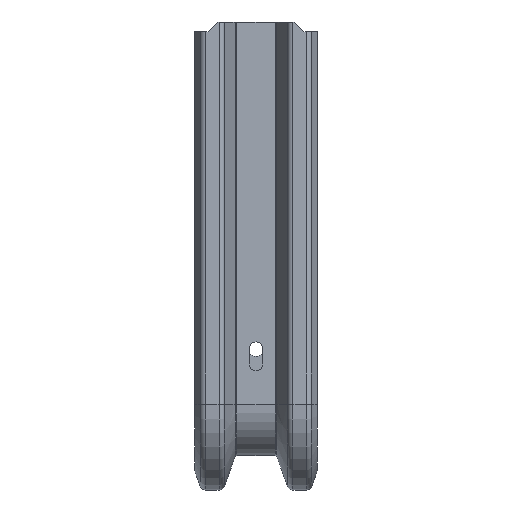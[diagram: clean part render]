
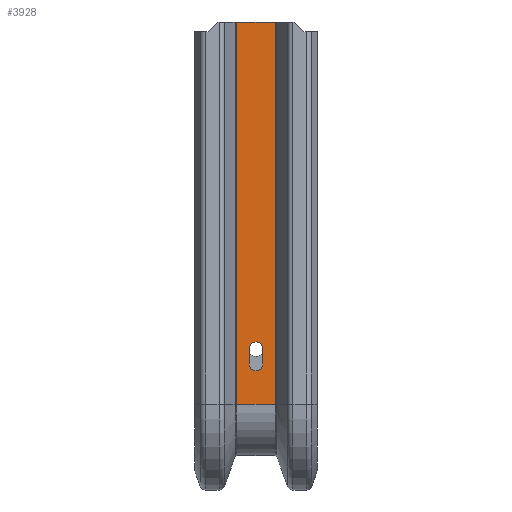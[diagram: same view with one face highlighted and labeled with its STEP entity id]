
A CAD part, front view. The second image highlights one B-rep face of the part: STEP entity #3928.
In plain terms, the highlighted planar face has unit normal (0, -1, 0).
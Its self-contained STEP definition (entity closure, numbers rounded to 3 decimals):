
#1214=DIRECTION('',(0.,0.,1.));
#1215=VECTOR('',#1214,200.);
#1216=CARTESIAN_POINT('',(10.,18.,45.));
#1217=LINE('',#1216,#1215);
#1218=DIRECTION('',(1.,0.,0.));
#1219=VECTOR('',#1218,20.);
#1220=CARTESIAN_POINT('',(-10.,18.,45.));
#1221=LINE('',#1220,#1219);
#1222=DIRECTION('',(0.,0.,1.));
#1223=VECTOR('',#1222,200.);
#1224=CARTESIAN_POINT('',(-10.,18.,45.));
#1225=LINE('',#1224,#1223);
#1226=CARTESIAN_POINT('',(0.,18.,66.));
#1227=DIRECTION('',(0.,1.,0.));
#1228=DIRECTION('',(1.,0.,0.));
#1229=AXIS2_PLACEMENT_3D('',#1226,#1227,#1228);
#1231=DIRECTION('',(0.,0.,-1.));
#1232=VECTOR('',#1231,8.);
#1233=CARTESIAN_POINT('',(3.5,18.,74.));
#1234=LINE('',#1233,#1232);
#1235=CARTESIAN_POINT('',(0.,18.,74.));
#1236=DIRECTION('',(0.,1.,0.));
#1237=DIRECTION('',(-1.,0.,0.));
#1238=AXIS2_PLACEMENT_3D('',#1235,#1236,#1237);
#1240=DIRECTION('',(0.,0.,1.));
#1241=VECTOR('',#1240,8.);
#1242=CARTESIAN_POINT('',(-3.5,18.,66.));
#1243=LINE('',#1242,#1241);
#1530=DIRECTION('',(1.,0.,0.));
#1531=VECTOR('',#1530,20.);
#1532=CARTESIAN_POINT('',(-10.,18.,245.));
#1533=LINE('',#1532,#1531);
#1769=CARTESIAN_POINT('',(-10.,18.,45.));
#1770=VERTEX_POINT('',#1769);
#1771=CARTESIAN_POINT('',(10.,18.,45.));
#1772=VERTEX_POINT('',#1771);
#1819=CARTESIAN_POINT('',(-10.,18.,245.));
#1820=VERTEX_POINT('',#1819);
#1821=CARTESIAN_POINT('',(10.,18.,245.));
#1822=VERTEX_POINT('',#1821);
#2013=CARTESIAN_POINT('',(3.5,18.,66.));
#2014=CARTESIAN_POINT('',(-3.5,18.,66.));
#2015=VERTEX_POINT('',#2013);
#2016=VERTEX_POINT('',#2014);
#2017=CARTESIAN_POINT('',(-3.5,18.,74.));
#2018=VERTEX_POINT('',#2017);
#2019=CARTESIAN_POINT('',(3.5,18.,74.));
#2020=VERTEX_POINT('',#2019);
#3905=CARTESIAN_POINT('',(-10.,18.,45.));
#3906=DIRECTION('',(0.,-1.,0.));
#3907=DIRECTION('',(1.,0.,0.));
#3908=AXIS2_PLACEMENT_3D('',#3905,#3906,#3907);
#3909=PLANE('',#3908);
#3910=ORIENTED_EDGE('',*,*,#3471,.F.);
#3912=ORIENTED_EDGE('',*,*,#3911,.T.);
#3914=ORIENTED_EDGE('',*,*,#3913,.T.);
#3915=ORIENTED_EDGE('',*,*,#3897,.F.);
#3916=EDGE_LOOP('',(#3910,#3912,#3914,#3915));
#3917=FACE_OUTER_BOUND('',#3916,.F.);
#3919=ORIENTED_EDGE('',*,*,#3918,.F.);
#3921=ORIENTED_EDGE('',*,*,#3920,.F.);
#3923=ORIENTED_EDGE('',*,*,#3922,.F.);
#3925=ORIENTED_EDGE('',*,*,#3924,.F.);
#3926=EDGE_LOOP('',(#3919,#3921,#3923,#3925));
#3927=FACE_BOUND('',#3926,.F.);
#3928=ADVANCED_FACE('',(#3917,#3927),#3909,.T.);
#1230=CIRCLE('',#1229,3.5);
#1239=CIRCLE('',#1238,3.5);
#3471=EDGE_CURVE('',#1770,#1772,#1221,.T.);
#3897=EDGE_CURVE('',#1772,#1822,#1217,.T.);
#3911=EDGE_CURVE('',#1770,#1820,#1225,.T.);
#3913=EDGE_CURVE('',#1820,#1822,#1533,.T.);
#3918=EDGE_CURVE('',#2015,#2016,#1230,.T.);
#3920=EDGE_CURVE('',#2020,#2015,#1234,.T.);
#3922=EDGE_CURVE('',#2018,#2020,#1239,.T.);
#3924=EDGE_CURVE('',#2016,#2018,#1243,.T.);
